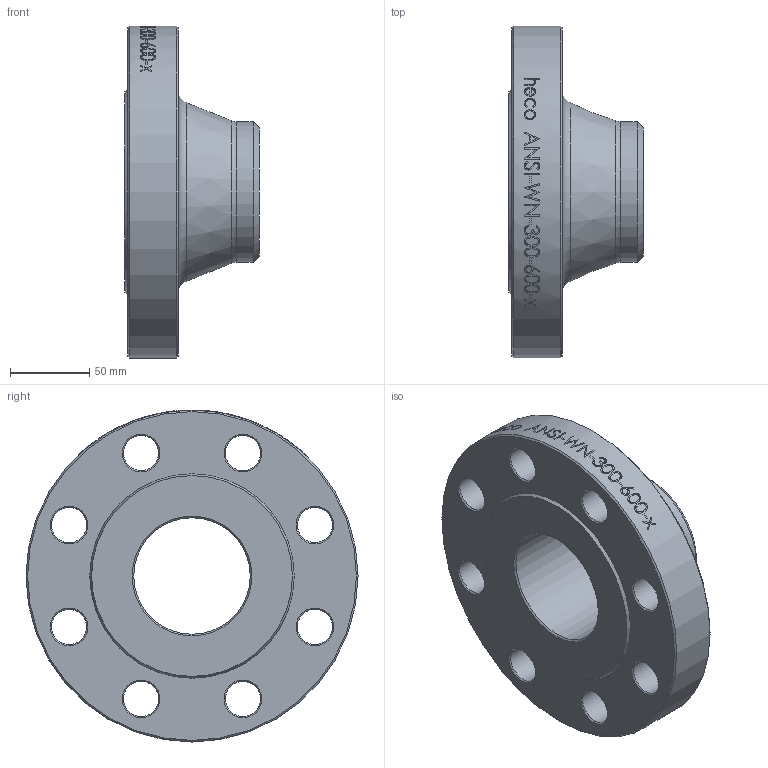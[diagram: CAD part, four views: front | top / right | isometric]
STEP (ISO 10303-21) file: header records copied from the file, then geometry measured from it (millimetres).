
FILE_DESCRIPTION (( 'STEP AP214' ), '1' );
FILE_NAME ('ANSI-WN-300-600-x Vorschweissflansch ASME B16.5 Class600 2102.STEP', '2021-02-12T10:06:15', ( '' ), ( '' ), 'SwSTEP 2.0', 'SolidWorks 2019', '' );
FILE_SCHEMA (( 'AUTOMOTIVE_DESIGN' ));
Length unit declared in the file: millimetre
Products named in the file (1): ANSI-WN-300-600-x Vorschweissflansch ASME B16.5 Class600 2102
Bounding box: 85 x 210 x 210 mm (x, y, z)
Volume: 1059853 mm3; surface area: 123057.7 mm2
Topology: 1 solids, 1 shells, 68 faces, 301 edges, 265 vertices
Faces by surface type: cylinder 40, cone 22, plane 4, torus 2
Full cylindrical faces by diameter (mm): 22.2 x8, 73.66 x1, 88.9 x1, 210 x1
Entity records: 8272 total; most frequent: CARTESIAN_POINT 5785, ORIENTED_EDGE 506, DIRECTION 334, EDGE_CURVE 253, VERTEX_POINT 253, AXIS2_PLACEMENT_3D 155, EDGE_LOOP 152, B_SPLINE_CURVE_WITH_KNOTS 143
